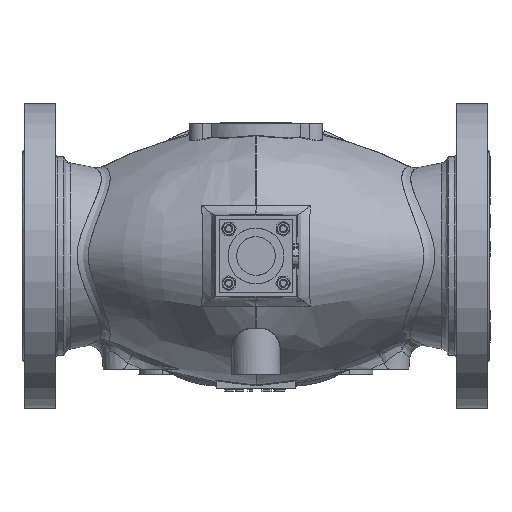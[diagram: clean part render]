
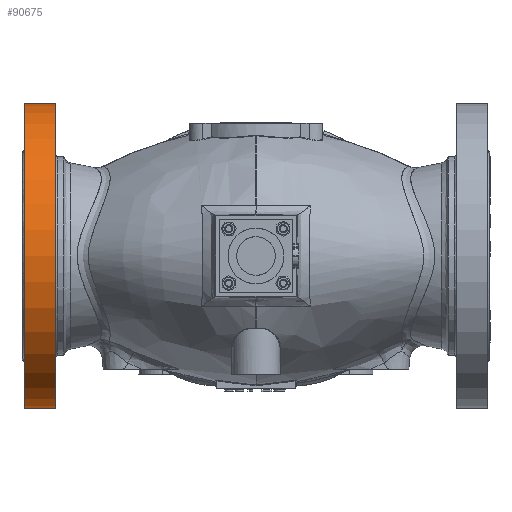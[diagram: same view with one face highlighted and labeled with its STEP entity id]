
A CAD part, front view. The second image highlights one B-rep face of the part: STEP entity #90675.
In plain terms, the highlighted cylindrical face has radius 114.5 mm (diameter 229 mm), a partial arc.
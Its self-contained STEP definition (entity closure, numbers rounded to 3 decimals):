
#4109 = DIRECTION ( 'NONE',  ( 0., 0., 1. ) ) ;
#8232 = LINE ( 'NONE', #149281, #131085 ) ;
#16888 = EDGE_CURVE ( 'NONE', #120307, #46879, #103869, .T. ) ;
#18035 = AXIS2_PLACEMENT_3D ( 'NONE', #146671, #75366, #4109 ) ;
#26344 = AXIS2_PLACEMENT_3D ( 'NONE', #115473, #44139, #127452 ) ;
#28767 = ORIENTED_EDGE ( 'NONE', *, *, #78415, .T. ) ;
#38023 = CARTESIAN_POINT ( 'NONE',  ( -151., 0., -114.5 ) ) ;
#39580 = DIRECTION ( 'NONE',  ( -1., 0., 0. ) ) ;
#42578 = ORIENTED_EDGE ( 'NONE', *, *, #51812, .T. ) ;
#44139 = DIRECTION ( 'NONE',  ( 1., 0., 0. ) ) ;
#45013 = CARTESIAN_POINT ( 'NONE',  ( -174.4, 0., -114.5 ) ) ;
#46879 = VERTEX_POINT ( 'NONE', #47445 ) ;
#47445 = CARTESIAN_POINT ( 'NONE',  ( -151., 0., 114.5 ) ) ;
#51036 = DIRECTION ( 'NONE',  ( 0., 0., 1. ) ) ;
#51812 = EDGE_CURVE ( 'NONE', #57447, #68276, #92745, .T. ) ;
#57447 = VERTEX_POINT ( 'NONE', #117071 ) ;
#66017 = DIRECTION ( 'NONE',  ( -1., 0., 0. ) ) ;
#68276 = VERTEX_POINT ( 'NONE', #45013 ) ;
#75109 = AXIS2_PLACEMENT_3D ( 'NONE', #110400, #39580, #51036 ) ;
#75366 = DIRECTION ( 'NONE',  ( -1., 0., 0. ) ) ;
#78415 = EDGE_CURVE ( 'NONE', #46879, #57447, #8232, .T. ) ;
#83595 = CARTESIAN_POINT ( 'NONE',  ( -140.5, 0., -114.5 ) ) ;
#84439 = FACE_OUTER_BOUND ( 'NONE', #123016, .T. ) ;
#90675 = ADVANCED_FACE ( 'NONE', ( #84439 ), #136565, .T. ) ;
#92745 = CIRCLE ( 'NONE', #26344, 114.5 ) ;
#103869 = CIRCLE ( 'NONE', #18035, 114.5 ) ;
#107381 = LINE ( 'NONE', #83595, #139098 ) ;
#110400 = CARTESIAN_POINT ( 'NONE',  ( -140.5, 0., 0. ) ) ;
#115473 = CARTESIAN_POINT ( 'NONE',  ( -174.4, 0., 0. ) ) ;
#117071 = CARTESIAN_POINT ( 'NONE',  ( -174.4, 0., 114.5 ) ) ;
#119509 = DIRECTION ( 'NONE',  ( 1., 0., 0. ) ) ;
#120307 = VERTEX_POINT ( 'NONE', #38023 ) ;
#122251 = ORIENTED_EDGE ( 'NONE', *, *, #131757, .T. ) ;
#123016 = EDGE_LOOP ( 'NONE', ( #28767, #42578, #122251, #131972 ) ) ;
#127452 = DIRECTION ( 'NONE',  ( 0., 0., 1. ) ) ;
#131085 = VECTOR ( 'NONE', #66017, 1000. ) ;
#131757 = EDGE_CURVE ( 'NONE', #68276, #120307, #107381, .T. ) ;
#131972 = ORIENTED_EDGE ( 'NONE', *, *, #16888, .T. ) ;
#136565 = CYLINDRICAL_SURFACE ( 'NONE', #75109, 114.5 ) ;
#139098 = VECTOR ( 'NONE', #119509, 1000. ) ;
#146671 = CARTESIAN_POINT ( 'NONE',  ( -151., 0., 0. ) ) ;
#149281 = CARTESIAN_POINT ( 'NONE',  ( -140.5, 0., 114.5 ) ) ;
